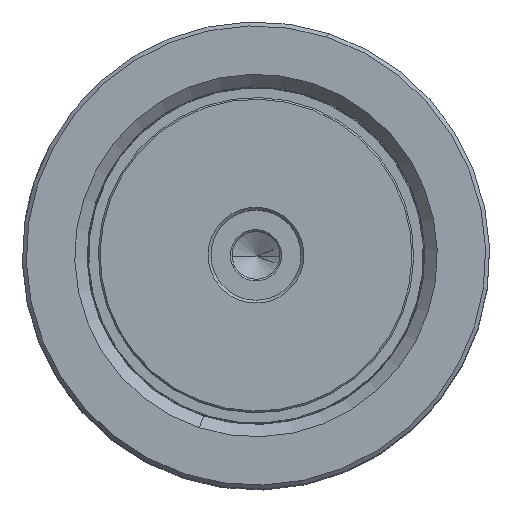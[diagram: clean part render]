
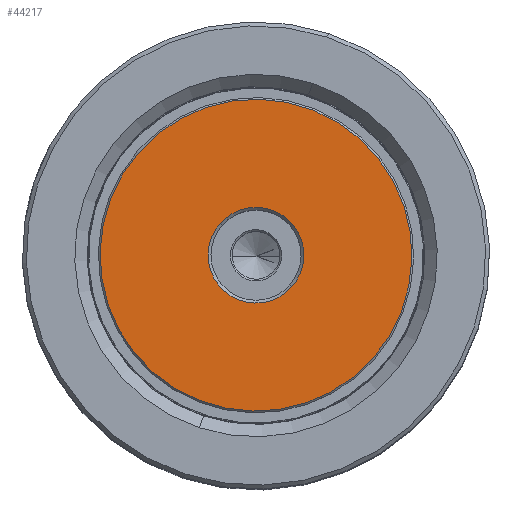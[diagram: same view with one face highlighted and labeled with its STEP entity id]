
A CAD part, top view. The second image highlights one B-rep face of the part: STEP entity #44217.
In plain terms, the highlighted face is planar.
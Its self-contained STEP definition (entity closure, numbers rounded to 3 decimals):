
#2153 = AXIS2_PLACEMENT_3D ( 'NONE', #25154, #51719, #67403 ) ;
#4000 = CARTESIAN_POINT ( 'NONE',  ( 0., 0., 0. ) ) ;
#4733 = ORIENTED_EDGE ( 'NONE', *, *, #41954, .T. ) ;
#5196 = AXIS2_PLACEMENT_3D ( 'NONE', #4000, #19975, #56653 ) ;
#11211 = EDGE_LOOP ( 'NONE', ( #4733, #14941 ) ) ;
#14941 = ORIENTED_EDGE ( 'NONE', *, *, #38159, .T. ) ;
#15605 = ORIENTED_EDGE ( 'NONE', *, *, #62866, .T. ) ;
#16952 = CIRCLE ( 'NONE', #2153, 8.5 ) ;
#17327 = EDGE_LOOP ( 'NONE', ( #27562, #15605 ) ) ;
#18387 = DIRECTION ( 'NONE',  ( 0., 0., -1. ) ) ;
#18400 = CARTESIAN_POINT ( 'NONE',  ( 0., 0., 0. ) ) ;
#19975 = DIRECTION ( 'NONE',  ( 0., 0., -1. ) ) ;
#20219 = VERTEX_POINT ( 'NONE', #29007 ) ;
#20936 = CIRCLE ( 'NONE', #5196, 27.7 ) ;
#22214 = EDGE_CURVE ( 'NONE', #20219, #65998, #61824, .T. ) ;
#24289 = FACE_OUTER_BOUND ( 'NONE', #11211, .T. ) ;
#24717 = CARTESIAN_POINT ( 'NONE',  ( 27.7, 0., 0. ) ) ;
#25154 = CARTESIAN_POINT ( 'NONE',  ( 0., 0., 0. ) ) ;
#27562 = ORIENTED_EDGE ( 'NONE', *, *, #22214, .T. ) ;
#29007 = CARTESIAN_POINT ( 'NONE',  ( -8.5, 0., 0. ) ) ;
#30652 = VERTEX_POINT ( 'NONE', #35171 ) ;
#34303 = DIRECTION ( 'NONE',  ( 1., 0., 0. ) ) ;
#35171 = CARTESIAN_POINT ( 'NONE',  ( -27.7, 0., 0. ) ) ;
#38159 = EDGE_CURVE ( 'NONE', #30652, #43934, #58216, .T. ) ;
#39314 = CARTESIAN_POINT ( 'NONE',  ( 0., 0., 0. ) ) ;
#39401 = DIRECTION ( 'NONE',  ( 0., 0., 1. ) ) ;
#39875 = DIRECTION ( 'NONE',  ( 1., 0., 0. ) ) ;
#41954 = EDGE_CURVE ( 'NONE', #43934, #30652, #20936, .T. ) ;
#42716 = AXIS2_PLACEMENT_3D ( 'NONE', #50033, #18387, #34303 ) ;
#43934 = VERTEX_POINT ( 'NONE', #24717 ) ;
#43975 = FACE_BOUND ( 'NONE', #17327, .T. ) ;
#44217 = ADVANCED_FACE ( 'NONE', ( #24289, #43975 ), #56239, .F. ) ;
#45351 = CARTESIAN_POINT ( 'NONE',  ( 8.5, 0., 0. ) ) ;
#50033 = CARTESIAN_POINT ( 'NONE',  ( 0., 0., 0. ) ) ;
#51719 = DIRECTION ( 'NONE',  ( 0., 0., 1. ) ) ;
#54023 = AXIS2_PLACEMENT_3D ( 'NONE', #39314, #60543, #65848 ) ;
#56239 = PLANE ( 'NONE',  #57903 ) ;
#56653 = DIRECTION ( 'NONE',  ( 1., 0., 0. ) ) ;
#57903 = AXIS2_PLACEMENT_3D ( 'NONE', #18400, #39401, #39875 ) ;
#58216 = CIRCLE ( 'NONE', #42716, 27.7 ) ;
#60543 = DIRECTION ( 'NONE',  ( 0., 0., 1. ) ) ;
#61824 = CIRCLE ( 'NONE', #54023, 8.5 ) ;
#62866 = EDGE_CURVE ( 'NONE', #65998, #20219, #16952, .T. ) ;
#65848 = DIRECTION ( 'NONE',  ( 1., 0., 0. ) ) ;
#65998 = VERTEX_POINT ( 'NONE', #45351 ) ;
#67403 = DIRECTION ( 'NONE',  ( 1., 0., 0. ) ) ;
